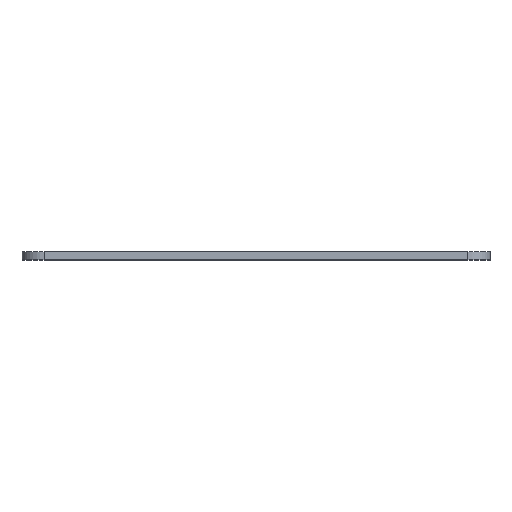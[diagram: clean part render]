
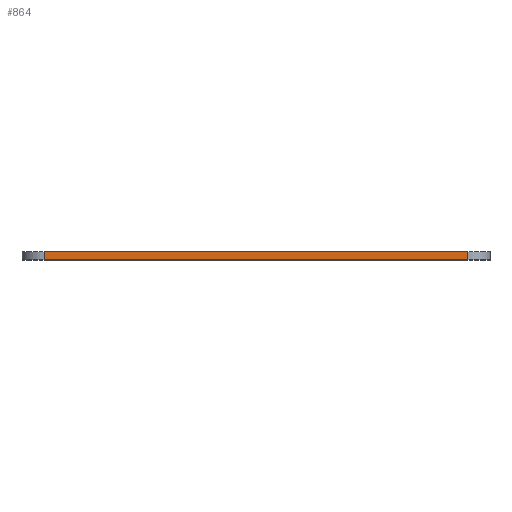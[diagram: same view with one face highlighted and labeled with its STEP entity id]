
A CAD part, top view. The second image highlights one B-rep face of the part: STEP entity #864.
In plain terms, the highlighted planar face has unit normal (0, 0, 1).
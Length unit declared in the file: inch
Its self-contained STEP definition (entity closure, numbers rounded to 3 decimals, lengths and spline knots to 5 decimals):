
#35 = LINE ( 'NONE', #816, #655 ) ;
#54 = CARTESIAN_POINT ( 'NONE',  ( 2.77285, 0., 2.25 ) ) ;
#111 = CARTESIAN_POINT ( 'NONE',  ( 3.02285, -0.09375, 2.25 ) ) ;
#171 = CARTESIAN_POINT ( 'NONE',  ( 2.77285, -0.09375, 2.25 ) ) ;
#213 = ORIENTED_EDGE ( 'NONE', *, *, #953, .T. ) ;
#217 = VECTOR ( 'NONE', #671, 39.37008 ) ;
#232 = DIRECTION ( 'NONE',  ( 0., 1., 0. ) ) ;
#240 = CARTESIAN_POINT ( 'NONE',  ( 2.77285, -0.09375, 2.25 ) ) ;
#263 = VERTEX_POINT ( 'NONE', #951 ) ;
#265 = LINE ( 'NONE', #540, #516 ) ;
#314 = DIRECTION ( 'NONE',  ( 1., 0., 0. ) ) ;
#329 = EDGE_LOOP ( 'NONE', ( #1226, #392, #887, #213 ) ) ;
#379 = EDGE_CURVE ( 'NONE', #263, #1202, #557, .T. ) ;
#392 = ORIENTED_EDGE ( 'NONE', *, *, #1372, .T. ) ;
#429 = DIRECTION ( 'NONE',  ( 0., 0., 1. ) ) ;
#439 = PLANE ( 'NONE',  #1144 ) ;
#516 = VECTOR ( 'NONE', #1290, 39.37008 ) ;
#530 = VERTEX_POINT ( 'NONE', #54 ) ;
#540 = CARTESIAN_POINT ( 'NONE',  ( -2.02285, -0.09375, 2.25 ) ) ;
#557 = LINE ( 'NONE', #1100, #217 ) ;
#625 = FACE_OUTER_BOUND ( 'NONE', #329, .T. ) ;
#655 = VECTOR ( 'NONE', #916, 39.37008 ) ;
#666 = VERTEX_POINT ( 'NONE', #926 ) ;
#671 = DIRECTION ( 'NONE',  ( 1., 0., 0. ) ) ;
#706 = VECTOR ( 'NONE', #232, 39.37008 ) ;
#752 = EDGE_CURVE ( 'NONE', #666, #530, #35, .T. ) ;
#816 = CARTESIAN_POINT ( 'NONE',  ( 3.02285, 0., 2.25 ) ) ;
#864 = ADVANCED_FACE ( 'NONE', ( #625 ), #439, .T. ) ;
#887 = ORIENTED_EDGE ( 'NONE', *, *, #379, .T. ) ;
#916 = DIRECTION ( 'NONE',  ( 1., 0., 0. ) ) ;
#926 = CARTESIAN_POINT ( 'NONE',  ( -2.02285, 0., 2.25 ) ) ;
#951 = CARTESIAN_POINT ( 'NONE',  ( -2.02285, -0.09375, 2.25 ) ) ;
#953 = EDGE_CURVE ( 'NONE', #1202, #530, #1167, .T. ) ;
#1100 = CARTESIAN_POINT ( 'NONE',  ( 3.02285, -0.09375, 2.25 ) ) ;
#1144 = AXIS2_PLACEMENT_3D ( 'NONE', #111, #429, #314 ) ;
#1167 = LINE ( 'NONE', #240, #706 ) ;
#1202 = VERTEX_POINT ( 'NONE', #171 ) ;
#1226 = ORIENTED_EDGE ( 'NONE', *, *, #752, .F. ) ;
#1290 = DIRECTION ( 'NONE',  ( 0., -1., 0. ) ) ;
#1372 = EDGE_CURVE ( 'NONE', #666, #263, #265, .T. ) ;
